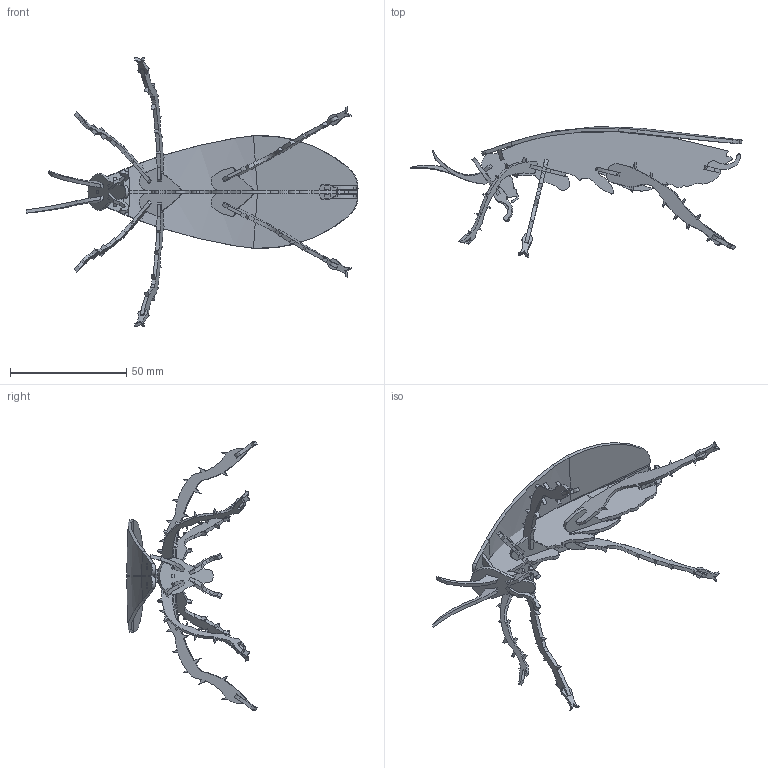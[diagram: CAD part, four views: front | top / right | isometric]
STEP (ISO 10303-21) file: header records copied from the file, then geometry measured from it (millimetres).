
FILE_DESCRIPTION (( 'STEP AP214' ), '1' );
FILE_NAME ('_ASSY, COCKROACH.STEP', '2012-12-13T00:46:47', ( 'Dick' ), ( '' ), 'SwSTEP 2.0', 'SolidWorks 2012', '' );
FILE_SCHEMA (( 'AUTOMOTIVE_DESIGN' ));
Length unit declared in the file: inch
Products named in the file (19): ANTENNA, FACE, UPPER-02; ANTENNA, FACE, UPPER-01; MirrorWING-01; WING PLT; WING-01; ANTENNA, FACE; FACE; NOSE PLT; LEG, FRONT; LEG, MIDDLE; TAIL, FEELER; TAIL PLT; HIP PLT, MID SECT; MirrorFOOT, REAR; FOOT, REAR; LEG, REAR-ASSY MODE; HIP PLT, REAR; SPINE-ASSY MODE; _ASSY, COCKROACH
Assembly tree (25 placements, depth 2):
  _ASSY, COCKROACH
    SPINE-ASSY MODE
    HIP PLT, REAR
    LEG, REAR-ASSY MODE  x2
    FOOT, REAR  x3
    MirrorFOOT, REAR
    HIP PLT, MID SECT
    TAIL PLT
    TAIL, FEELER  x2
    LEG, MIDDLE  x2
    LEG, FRONT  x2
    NOSE PLT
    FACE
    ANTENNA, FACE  x2
    WING-01
    WING PLT
    MirrorWING-01
    ANTENNA, FACE, UPPER-01
    ANTENNA, FACE, UPPER-02
Bounding box: 142.83 x 56.24 x 115.85 mm (x, y, z)
Volume: 13415.9 mm3; surface area: 21847.2 mm2
Topology: 25 solids, 25 shells, 761 faces, 2117 edges, 1406 vertices
Faces by surface type: plane 420, cylinder 335, bspline 6
Entity records: 18525 total; most frequent: CARTESIAN_POINT 3556, DIRECTION 3023, ORIENTED_EDGE 2938, EDGE_CURVE 1469, AXIS2_PLACEMENT_3D 1023, LINE 977, VECTOR 977, VERTEX_POINT 974
